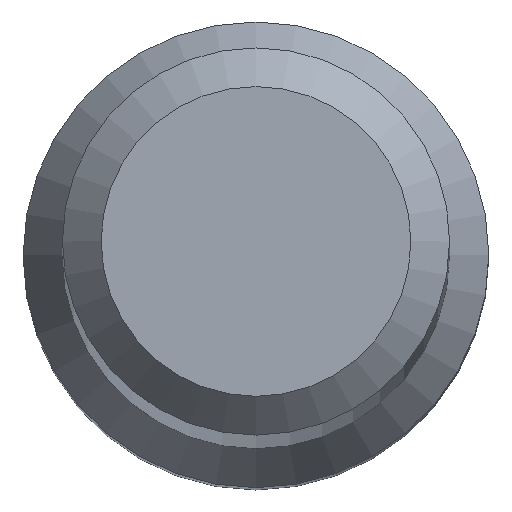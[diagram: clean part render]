
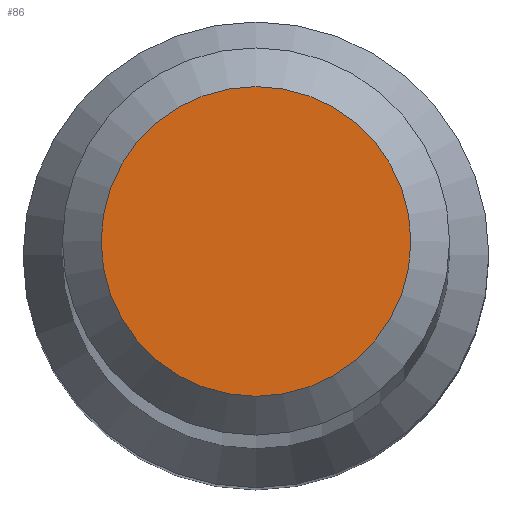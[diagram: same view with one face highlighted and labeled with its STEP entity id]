
A CAD part, top view. The second image highlights one B-rep face of the part: STEP entity #86.
In plain terms, the highlighted planar face has unit normal (0, 0, 1).
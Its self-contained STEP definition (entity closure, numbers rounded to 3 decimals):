
#19 = CARTESIAN_POINT ( 'NONE',  ( 0., 0., 70. ) ) ;
#31 = VERTEX_POINT ( 'NONE', #195 ) ;
#69 = EDGE_LOOP ( 'NONE', ( #194 ) ) ;
#76 = CARTESIAN_POINT ( 'NONE',  ( 0., 0., 70. ) ) ;
#86 = ADVANCED_FACE ( 'NONE', ( #220 ), #204, .T. ) ;
#95 = DIRECTION ( 'NONE',  ( 0., 0., 1. ) ) ;
#112 = DIRECTION ( 'NONE',  ( 0., -1., 0. ) ) ;
#131 = EDGE_CURVE ( 'NONE', #31, #31, #233, .T. ) ;
#134 = DIRECTION ( 'NONE',  ( 0., 1., 0. ) ) ;
#138 = AXIS2_PLACEMENT_3D ( 'NONE', #19, #95, #112 ) ;
#147 = DIRECTION ( 'NONE',  ( 0., 0., -1. ) ) ;
#194 = ORIENTED_EDGE ( 'NONE', *, *, #131, .F. ) ;
#195 = CARTESIAN_POINT ( 'NONE',  ( 0., 1.2, 70. ) ) ;
#204 = PLANE ( 'NONE',  #138 ) ;
#205 = AXIS2_PLACEMENT_3D ( 'NONE', #76, #147, #134 ) ;
#220 = FACE_OUTER_BOUND ( 'NONE', #69, .T. ) ;
#233 = CIRCLE ( 'NONE', #205, 1.2 ) ;
